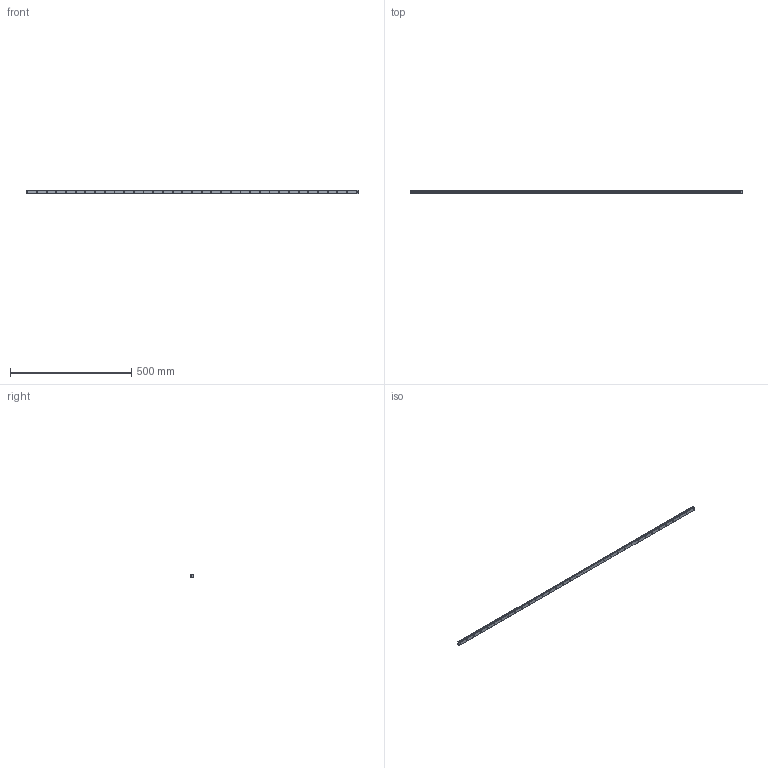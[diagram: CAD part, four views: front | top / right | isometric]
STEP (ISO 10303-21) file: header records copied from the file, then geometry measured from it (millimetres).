
FILE_DESCRIPTION (( 'STEP AP214' ), '1' );
FILE_NAME ('SRS15MSS-1370LM_G5_0_0_0_0_0_1.STEP', '2021-08-11T11:43:53', ( '' ), ( '' ), 'SwSTEP 2.0', 'SolidWorks 2021', '' );
FILE_SCHEMA (( 'AUTOMOTIVE_DESIGN' ));
Length unit declared in the file: millimetre
Products named in the file (2): _SRS15M13705 Track; SRS15MSS-1370LM_G5_0_0_0_0_0_1
Assembly tree (1 placements, depth 2):
  SRS15MSS-1370LM_G5_0_0_0_0_0_1
    _SRS15M13705 Track
Bounding box: 1370 x 9.5 x 15 mm (x, y, z)
Volume: 165900.6 mm3; surface area: 70368.4 mm2
Topology: 1 solids, 1 shells, 198 faces, 483 edges, 322 vertices
Faces by surface type: cylinder 147, plane 51
Entity records: 6187 total; most frequent: DIRECTION 1181, CARTESIAN_POINT 1007, ORIENTED_EDGE 966, AXIS2_PLACEMENT_3D 496, EDGE_CURVE 483, VERTEX_POINT 322, EDGE_LOOP 303, CIRCLE 294
